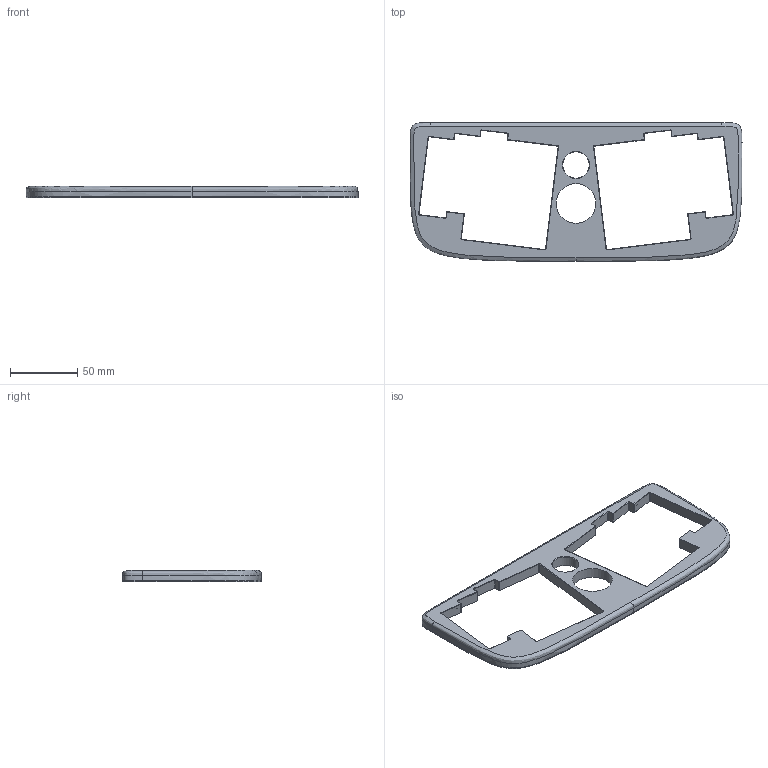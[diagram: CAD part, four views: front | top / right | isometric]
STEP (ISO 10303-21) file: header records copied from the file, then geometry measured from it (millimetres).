
FILE_DESCRIPTION(/* description */ (''),/* implementation_level */ '2;1');
FILE_NAME(/* name */ 'LeBallz Top Encoder Hole.step',/* time_stamp */ '2024-06-09T17:50:13-07:00',/* author */ (''),/* organization */ (''),/* preprocessor_version */ 'ST-DEVELOPER v20',/* originating_system */ 'Autodesk Translation Framework v13.14.0.145',/* authorisation */ '');
FILE_SCHEMA (('AUTOMOTIVE_DESIGN { 1 0 10303 214 3 1 1 }'));
Length unit declared in the file: millimetre
Products named in the file (3): chiffre_case Ballz; stm32_hotswap_chiffre-3D v3; Top Round Hole
Assembly tree (2 placements, depth 2):
  chiffre_case Ballz
    stm32_hotswap_chiffre-3D v3
    Top Round Hole
Bounding box: 246 x 102.88 x 8.55 mm (x, y, z)
Volume: 75393.4 mm3; surface area: 32047.8 mm2
Topology: 1 solids, 1 shells, 171 faces, 394 edges, 241 vertices
Faces by surface type: plane 77, cylinder 47, cone 29, bspline 18
Full cylindrical faces by diameter (mm): 3 x15, 19.5 x1, 29.4 x1
Entity records: 7064 total; most frequent: CARTESIAN_POINT 3124, DIRECTION 802, ORIENTED_EDGE 788, EDGE_CURVE 394, AXIS2_PLACEMENT_3D 281, VERTEX_POINT 241, LINE 240, VECTOR 240
